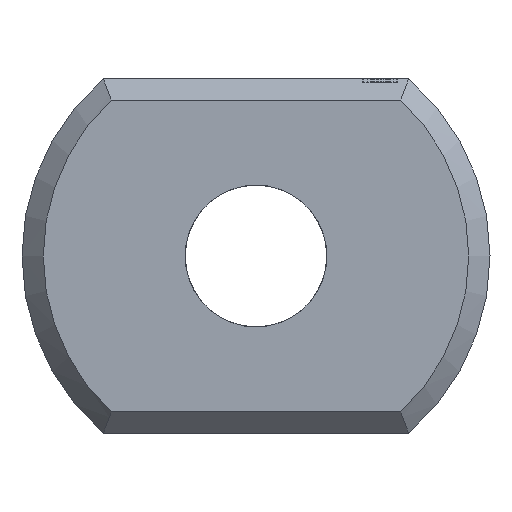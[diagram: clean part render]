
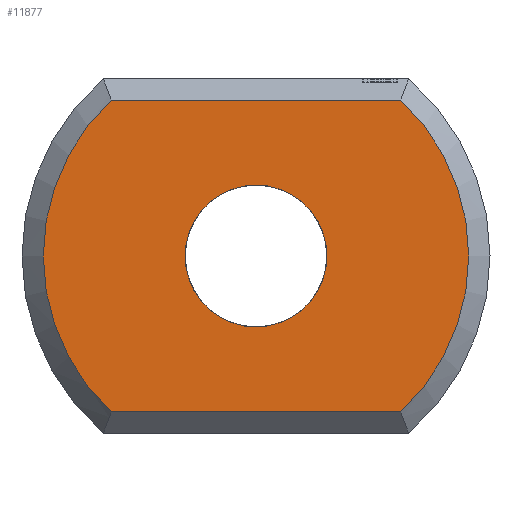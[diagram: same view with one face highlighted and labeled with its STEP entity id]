
A CAD part, left-side view. The second image highlights one B-rep face of the part: STEP entity #11877.
In plain terms, the highlighted planar face has unit normal (-1, 0, 0).
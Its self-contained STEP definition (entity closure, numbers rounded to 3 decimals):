
#298 = PLANE('',#299);
#299 = AXIS2_PLACEMENT_3D('',#300,#301,#302);
#300 = CARTESIAN_POINT('',(0.15,-2.154,-2.35));
#301 = DIRECTION('',(-0.707,0.,-0.707));
#302 = DIRECTION('',(0.,-1.,0.));
#725 = CONICAL_SURFACE('',#726,3.3,0.785);
#726 = AXIS2_PLACEMENT_3D('',#727,#728,#729);
#727 = CARTESIAN_POINT('',(0.3,0.,0.));
#728 = DIRECTION('',(1.,0.,0.));
#729 = DIRECTION('',(0.,0.653,-0.758));
#872 = CONICAL_SURFACE('',#873,3.3,0.785);
#873 = AXIS2_PLACEMENT_3D('',#874,#875,#876);
#874 = CARTESIAN_POINT('',(0.3,0.,0.));
#875 = DIRECTION('',(1.,0.,0.));
#876 = DIRECTION('',(0.,-0.653,0.758));
#909 = VERTEX_POINT('',#910);
#910 = CARTESIAN_POINT('',(0.,-2.04,-2.2));
#937 = VERTEX_POINT('',#938);
#938 = CARTESIAN_POINT('',(0.,2.04,-2.2));
#963 = EDGE_CURVE('',#909,#937,#964,.T.);
#964 = SURFACE_CURVE('',#965,(#969,#976),.PCURVE_S1.);
#965 = LINE('',#966,#967);
#966 = CARTESIAN_POINT('',(0.,-2.154,-2.2));
#967 = VECTOR('',#968,1.);
#968 = DIRECTION('',(0.,1.,0.));
#969 = PCURVE('',#298,#970);
#970 = DEFINITIONAL_REPRESENTATION('',(#971),#975);
#971 = LINE('',#972,#973);
#972 = CARTESIAN_POINT('',(0.,0.212));
#973 = VECTOR('',#974,1.);
#974 = DIRECTION('',(-1.,0.));
#975 = ( GEOMETRIC_REPRESENTATION_CONTEXT(2) 
PARAMETRIC_REPRESENTATION_CONTEXT() REPRESENTATION_CONTEXT('2D SPACE',''
  ) );
#976 = PCURVE('',#977,#982);
#977 = PLANE('',#978);
#978 = AXIS2_PLACEMENT_3D('',#979,#980,#981);
#979 = CARTESIAN_POINT('',(0.,0.,
    0.));
#980 = DIRECTION('',(1.,0.,0.));
#981 = DIRECTION('',(0.,0.,1.));
#982 = DEFINITIONAL_REPRESENTATION('',(#983),#987);
#983 = LINE('',#984,#985);
#984 = CARTESIAN_POINT('',(-2.2,2.154));
#985 = VECTOR('',#986,1.);
#986 = DIRECTION('',(0.,-1.));
#987 = ( GEOMETRIC_REPRESENTATION_CONTEXT(2) 
PARAMETRIC_REPRESENTATION_CONTEXT() REPRESENTATION_CONTEXT('2D SPACE',''
  ) );
#1763 = PLANE('',#1764);
#1764 = AXIS2_PLACEMENT_3D('',#1765,#1766,#1767);
#1765 = CARTESIAN_POINT('',(0.15,-2.154,2.35));
#1766 = DIRECTION('',(0.707,0.,-0.707
    ));
#1767 = DIRECTION('',(0.,-1.,0.));
#11664 = VERTEX_POINT('',#11665);
#11665 = CARTESIAN_POINT('',(0.,2.04,2.2));
#11690 = EDGE_CURVE('',#937,#11664,#11691,.T.);
#11691 = SURFACE_CURVE('',#11692,(#11697,#11704),.PCURVE_S1.);
#11692 = CIRCLE('',#11693,3.);
#11693 = AXIS2_PLACEMENT_3D('',#11694,#11695,#11696);
#11694 = CARTESIAN_POINT('',(0.,0.,
    0.));
#11695 = DIRECTION('',(1.,0.,0.));
#11696 = DIRECTION('',(0.,0.653,-0.758)
  );
#11697 = PCURVE('',#725,#11698);
#11698 = DEFINITIONAL_REPRESENTATION('',(#11699),#11703);
#11699 = LINE('',#11700,#11701);
#11700 = CARTESIAN_POINT('',(0.,-0.3));
#11701 = VECTOR('',#11702,1.);
#11702 = DIRECTION('',(1.,-0.));
#11703 = ( GEOMETRIC_REPRESENTATION_CONTEXT(2) 
PARAMETRIC_REPRESENTATION_CONTEXT() REPRESENTATION_CONTEXT('2D SPACE',''
  ) );
#11704 = PCURVE('',#977,#11705);
#11705 = DEFINITIONAL_REPRESENTATION('',(#11706),#11710);
#11706 = CIRCLE('',#11707,3.);
#11707 = AXIS2_PLACEMENT_2D('',#11708,#11709);
#11708 = CARTESIAN_POINT('',(0.,0.));
#11709 = DIRECTION('',(-0.758,-0.653));
#11710 = ( GEOMETRIC_REPRESENTATION_CONTEXT(2) 
PARAMETRIC_REPRESENTATION_CONTEXT() REPRESENTATION_CONTEXT('2D SPACE',''
  ) );
#11828 = VERTEX_POINT('',#11829);
#11829 = CARTESIAN_POINT('',(0.,-2.04,2.2));
#11856 = EDGE_CURVE('',#11828,#909,#11857,.T.);
#11857 = SURFACE_CURVE('',#11858,(#11863,#11870),.PCURVE_S1.);
#11858 = CIRCLE('',#11859,3.);
#11859 = AXIS2_PLACEMENT_3D('',#11860,#11861,#11862);
#11860 = CARTESIAN_POINT('',(0.,0.,
    0.));
#11861 = DIRECTION('',(1.,0.,0.));
#11862 = DIRECTION('',(0.,-0.653,0.758)
  );
#11863 = PCURVE('',#872,#11864);
#11864 = DEFINITIONAL_REPRESENTATION('',(#11865),#11869);
#11865 = LINE('',#11866,#11867);
#11866 = CARTESIAN_POINT('',(0.,-0.3));
#11867 = VECTOR('',#11868,1.);
#11868 = DIRECTION('',(1.,-0.));
#11869 = ( GEOMETRIC_REPRESENTATION_CONTEXT(2) 
PARAMETRIC_REPRESENTATION_CONTEXT() REPRESENTATION_CONTEXT('2D SPACE',''
  ) );
#11870 = PCURVE('',#977,#11871);
#11871 = DEFINITIONAL_REPRESENTATION('',(#11872),#11876);
#11872 = CIRCLE('',#11873,3.);
#11873 = AXIS2_PLACEMENT_2D('',#11874,#11875);
#11874 = CARTESIAN_POINT('',(0.,0.));
#11875 = DIRECTION('',(0.758,0.653));
#11876 = ( GEOMETRIC_REPRESENTATION_CONTEXT(2) 
PARAMETRIC_REPRESENTATION_CONTEXT() REPRESENTATION_CONTEXT('2D SPACE',''
  ) );
#11877 = ADVANCED_FACE('',(#11878,#11904),#977,.F.);
#11878 = FACE_BOUND('',#11879,.F.);
#11879 = EDGE_LOOP('',(#11880,#11881,#11902,#11903));
#11880 = ORIENTED_EDGE('',*,*,#11690,.T.);
#11881 = ORIENTED_EDGE('',*,*,#11882,.F.);
#11882 = EDGE_CURVE('',#11828,#11664,#11883,.T.);
#11883 = SURFACE_CURVE('',#11884,(#11888,#11895),.PCURVE_S1.);
#11884 = LINE('',#11885,#11886);
#11885 = CARTESIAN_POINT('',(0.,-2.154,2.2));
#11886 = VECTOR('',#11887,1.);
#11887 = DIRECTION('',(0.,1.,0.));
#11888 = PCURVE('',#977,#11889);
#11889 = DEFINITIONAL_REPRESENTATION('',(#11890),#11894);
#11890 = LINE('',#11891,#11892);
#11891 = CARTESIAN_POINT('',(2.2,2.154));
#11892 = VECTOR('',#11893,1.);
#11893 = DIRECTION('',(0.,-1.));
#11894 = ( GEOMETRIC_REPRESENTATION_CONTEXT(2) 
PARAMETRIC_REPRESENTATION_CONTEXT() REPRESENTATION_CONTEXT('2D SPACE',''
  ) );
#11895 = PCURVE('',#1763,#11896);
#11896 = DEFINITIONAL_REPRESENTATION('',(#11897),#11901);
#11897 = LINE('',#11898,#11899);
#11898 = CARTESIAN_POINT('',(0.,0.212));
#11899 = VECTOR('',#11900,1.);
#11900 = DIRECTION('',(-1.,0.));
#11901 = ( GEOMETRIC_REPRESENTATION_CONTEXT(2) 
PARAMETRIC_REPRESENTATION_CONTEXT() REPRESENTATION_CONTEXT('2D SPACE',''
  ) );
#11902 = ORIENTED_EDGE('',*,*,#11856,.T.);
#11903 = ORIENTED_EDGE('',*,*,#963,.T.);
#11904 = FACE_BOUND('',#11905,.T.);
#11905 = EDGE_LOOP('',(#11906));
#11906 = ORIENTED_EDGE('',*,*,#11907,.T.);
#11907 = EDGE_CURVE('',#11908,#11908,#11910,.T.);
#11908 = VERTEX_POINT('',#11909);
#11909 = CARTESIAN_POINT('',(0.,1.,0.));
#11910 = SURFACE_CURVE('',#11911,(#11916,#11923),.PCURVE_S1.);
#11911 = CIRCLE('',#11912,1.);
#11912 = AXIS2_PLACEMENT_3D('',#11913,#11914,#11915);
#11913 = CARTESIAN_POINT('',(0.,0.,0.));
#11914 = DIRECTION('',(1.,0.,0.));
#11915 = DIRECTION('',(0.,1.,0.));
#11916 = PCURVE('',#977,#11917);
#11917 = DEFINITIONAL_REPRESENTATION('',(#11918),#11922);
#11918 = CIRCLE('',#11919,1.);
#11919 = AXIS2_PLACEMENT_2D('',#11920,#11921);
#11920 = CARTESIAN_POINT('',(0.,0.));
#11921 = DIRECTION('',(0.,-1.));
#11922 = ( GEOMETRIC_REPRESENTATION_CONTEXT(2) 
PARAMETRIC_REPRESENTATION_CONTEXT() REPRESENTATION_CONTEXT('2D SPACE',''
  ) );
#11923 = PCURVE('',#11924,#11929);
#11924 = CYLINDRICAL_SURFACE('',#11925,1.);
#11925 = AXIS2_PLACEMENT_3D('',#11926,#11927,#11928);
#11926 = CARTESIAN_POINT('',(0.,0.,0.));
#11927 = DIRECTION('',(-1.,0.,0.));
#11928 = DIRECTION('',(0.,1.,0.));
#11929 = DEFINITIONAL_REPRESENTATION('',(#11930),#11934);
#11930 = LINE('',#11931,#11932);
#11931 = CARTESIAN_POINT('',(-0.,0.));
#11932 = VECTOR('',#11933,1.);
#11933 = DIRECTION('',(-1.,0.));
#11934 = ( GEOMETRIC_REPRESENTATION_CONTEXT(2) 
PARAMETRIC_REPRESENTATION_CONTEXT() REPRESENTATION_CONTEXT('2D SPACE',''
  ) );
